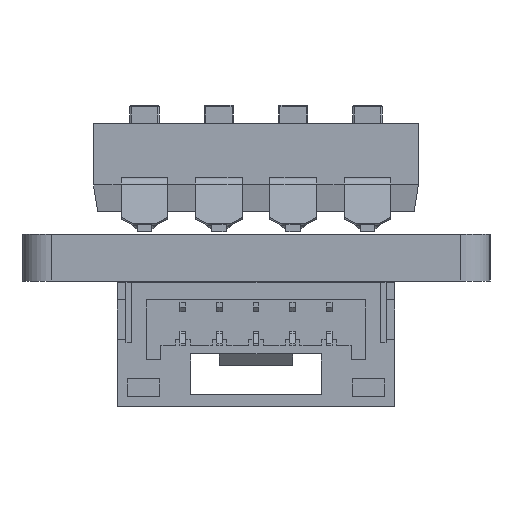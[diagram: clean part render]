
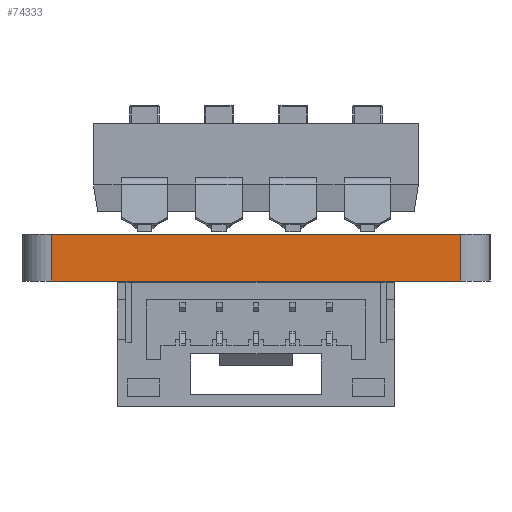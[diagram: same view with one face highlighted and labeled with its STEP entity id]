
A CAD part, left-side view. The second image highlights one B-rep face of the part: STEP entity #74333.
In plain terms, the highlighted planar face has unit normal (-1, 0, 0).
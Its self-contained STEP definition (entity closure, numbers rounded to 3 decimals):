
#73665 = CYLINDRICAL_SURFACE('',#73666,1.);
#73666 = AXIS2_PLACEMENT_3D('',#73667,#73668,#73669);
#73667 = CARTESIAN_POINT('',(21.,-19.,0.));
#73668 = DIRECTION('',(-0.,-0.,-1.));
#73669 = DIRECTION('',(1.,0.,-0.));
#73693 = PLANE('',#73694);
#73694 = AXIS2_PLACEMENT_3D('',#73695,#73696,#73697);
#73695 = CARTESIAN_POINT('',(47.,-26.,1.6));
#73696 = DIRECTION('',(-0.,-0.,-1.));
#73697 = DIRECTION('',(-1.,0.,0.));
#73747 = PLANE('',#73748);
#73748 = AXIS2_PLACEMENT_3D('',#73749,#73750,#73751);
#73749 = CARTESIAN_POINT('',(47.,-26.,0.));
#73750 = DIRECTION('',(-0.,-0.,-1.));
#73751 = DIRECTION('',(-1.,0.,0.));
#73764 = VERTEX_POINT('',#73765);
#73765 = CARTESIAN_POINT('',(20.,-19.,1.6));
#73791 = EDGE_CURVE('',#73792,#73764,#73794,.T.);
#73792 = VERTEX_POINT('',#73793);
#73793 = CARTESIAN_POINT('',(20.,-19.,0.));
#73794 = SURFACE_CURVE('',#73795,(#73799,#73806),.PCURVE_S1.);
#73795 = LINE('',#73796,#73797);
#73796 = CARTESIAN_POINT('',(20.,-19.,0.));
#73797 = VECTOR('',#73798,1.);
#73798 = DIRECTION('',(0.,0.,1.));
#73799 = PCURVE('',#73665,#73800);
#73800 = DEFINITIONAL_REPRESENTATION('',(#73801),#73805);
#73801 = LINE('',#73802,#73803);
#73802 = CARTESIAN_POINT('',(-3.142,0.));
#73803 = VECTOR('',#73804,1.);
#73804 = DIRECTION('',(-0.,-1.));
#73805 = ( GEOMETRIC_REPRESENTATION_CONTEXT(2) 
PARAMETRIC_REPRESENTATION_CONTEXT() REPRESENTATION_CONTEXT('2D SPACE',''
  ) );
#73806 = PCURVE('',#73807,#73812);
#73807 = PLANE('',#73808);
#73808 = AXIS2_PLACEMENT_3D('',#73809,#73810,#73811);
#73809 = CARTESIAN_POINT('',(20.,-33.,0.));
#73810 = DIRECTION('',(-1.,0.,0.));
#73811 = DIRECTION('',(0.,1.,0.));
#73812 = DEFINITIONAL_REPRESENTATION('',(#73813),#73817);
#73813 = LINE('',#73814,#73815);
#73814 = CARTESIAN_POINT('',(14.,0.));
#73815 = VECTOR('',#73816,1.);
#73816 = DIRECTION('',(0.,-1.));
#73817 = ( GEOMETRIC_REPRESENTATION_CONTEXT(2) 
PARAMETRIC_REPRESENTATION_CONTEXT() REPRESENTATION_CONTEXT('2D SPACE',''
  ) );
#74021 = VERTEX_POINT('',#74022);
#74022 = CARTESIAN_POINT('',(20.,-33.,0.));
#74041 = CYLINDRICAL_SURFACE('',#74042,1.);
#74042 = AXIS2_PLACEMENT_3D('',#74043,#74044,#74045);
#74043 = CARTESIAN_POINT('',(21.,-33.,0.));
#74044 = DIRECTION('',(-0.,-0.,-1.));
#74045 = DIRECTION('',(1.,0.,-0.));
#74053 = EDGE_CURVE('',#74021,#73792,#74054,.T.);
#74054 = SURFACE_CURVE('',#74055,(#74059,#74066),.PCURVE_S1.);
#74055 = LINE('',#74056,#74057);
#74056 = CARTESIAN_POINT('',(20.,-33.,0.));
#74057 = VECTOR('',#74058,1.);
#74058 = DIRECTION('',(0.,1.,0.));
#74059 = PCURVE('',#73747,#74060);
#74060 = DEFINITIONAL_REPRESENTATION('',(#74061),#74065);
#74061 = LINE('',#74062,#74063);
#74062 = CARTESIAN_POINT('',(27.,-7.));
#74063 = VECTOR('',#74064,1.);
#74064 = DIRECTION('',(0.,1.));
#74065 = ( GEOMETRIC_REPRESENTATION_CONTEXT(2) 
PARAMETRIC_REPRESENTATION_CONTEXT() REPRESENTATION_CONTEXT('2D SPACE',''
  ) );
#74066 = PCURVE('',#73807,#74067);
#74067 = DEFINITIONAL_REPRESENTATION('',(#74068),#74072);
#74068 = LINE('',#74069,#74070);
#74069 = CARTESIAN_POINT('',(0.,0.));
#74070 = VECTOR('',#74071,1.);
#74071 = DIRECTION('',(1.,0.));
#74072 = ( GEOMETRIC_REPRESENTATION_CONTEXT(2) 
PARAMETRIC_REPRESENTATION_CONTEXT() REPRESENTATION_CONTEXT('2D SPACE',''
  ) );
#74225 = VERTEX_POINT('',#74226);
#74226 = CARTESIAN_POINT('',(20.,-33.,1.6));
#74252 = EDGE_CURVE('',#74225,#73764,#74253,.T.);
#74253 = SURFACE_CURVE('',#74254,(#74258,#74265),.PCURVE_S1.);
#74254 = LINE('',#74255,#74256);
#74255 = CARTESIAN_POINT('',(20.,-33.,1.6));
#74256 = VECTOR('',#74257,1.);
#74257 = DIRECTION('',(0.,1.,0.));
#74258 = PCURVE('',#73693,#74259);
#74259 = DEFINITIONAL_REPRESENTATION('',(#74260),#74264);
#74260 = LINE('',#74261,#74262);
#74261 = CARTESIAN_POINT('',(27.,-7.));
#74262 = VECTOR('',#74263,1.);
#74263 = DIRECTION('',(0.,1.));
#74264 = ( GEOMETRIC_REPRESENTATION_CONTEXT(2) 
PARAMETRIC_REPRESENTATION_CONTEXT() REPRESENTATION_CONTEXT('2D SPACE',''
  ) );
#74265 = PCURVE('',#73807,#74266);
#74266 = DEFINITIONAL_REPRESENTATION('',(#74267),#74271);
#74267 = LINE('',#74268,#74269);
#74268 = CARTESIAN_POINT('',(0.,-1.6));
#74269 = VECTOR('',#74270,1.);
#74270 = DIRECTION('',(1.,0.));
#74271 = ( GEOMETRIC_REPRESENTATION_CONTEXT(2) 
PARAMETRIC_REPRESENTATION_CONTEXT() REPRESENTATION_CONTEXT('2D SPACE',''
  ) );
#74333 = ADVANCED_FACE('',(#74334),#73807,.T.);
#74334 = FACE_BOUND('',#74335,.T.);
#74335 = EDGE_LOOP('',(#74336,#74357,#74358,#74359));
#74336 = ORIENTED_EDGE('',*,*,#74337,.T.);
#74337 = EDGE_CURVE('',#74021,#74225,#74338,.T.);
#74338 = SURFACE_CURVE('',#74339,(#74343,#74350),.PCURVE_S1.);
#74339 = LINE('',#74340,#74341);
#74340 = CARTESIAN_POINT('',(20.,-33.,0.));
#74341 = VECTOR('',#74342,1.);
#74342 = DIRECTION('',(0.,0.,1.));
#74343 = PCURVE('',#73807,#74344);
#74344 = DEFINITIONAL_REPRESENTATION('',(#74345),#74349);
#74345 = LINE('',#74346,#74347);
#74346 = CARTESIAN_POINT('',(0.,0.));
#74347 = VECTOR('',#74348,1.);
#74348 = DIRECTION('',(0.,-1.));
#74349 = ( GEOMETRIC_REPRESENTATION_CONTEXT(2) 
PARAMETRIC_REPRESENTATION_CONTEXT() REPRESENTATION_CONTEXT('2D SPACE',''
  ) );
#74350 = PCURVE('',#74041,#74351);
#74351 = DEFINITIONAL_REPRESENTATION('',(#74352),#74356);
#74352 = LINE('',#74353,#74354);
#74353 = CARTESIAN_POINT('',(-3.142,0.));
#74354 = VECTOR('',#74355,1.);
#74355 = DIRECTION('',(-0.,-1.));
#74356 = ( GEOMETRIC_REPRESENTATION_CONTEXT(2) 
PARAMETRIC_REPRESENTATION_CONTEXT() REPRESENTATION_CONTEXT('2D SPACE',''
  ) );
#74357 = ORIENTED_EDGE('',*,*,#74252,.T.);
#74358 = ORIENTED_EDGE('',*,*,#73791,.F.);
#74359 = ORIENTED_EDGE('',*,*,#74053,.F.);
